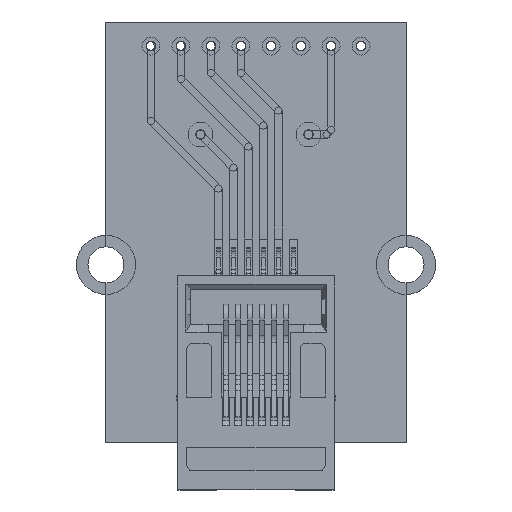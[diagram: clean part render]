
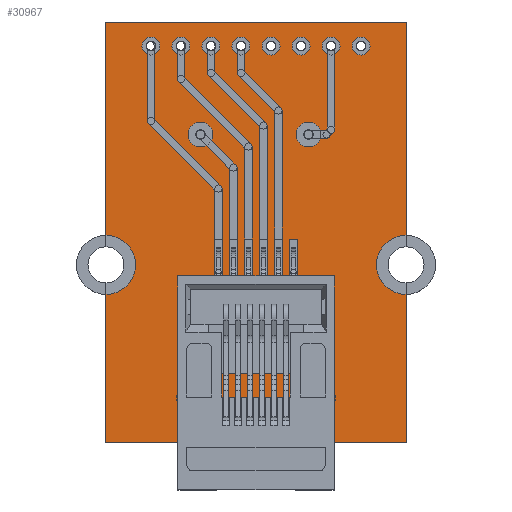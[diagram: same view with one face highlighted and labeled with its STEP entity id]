
A CAD part, top view. The second image highlights one B-rep face of the part: STEP entity #30967.
In plain terms, the highlighted planar face has unit normal (0, 0, 1).
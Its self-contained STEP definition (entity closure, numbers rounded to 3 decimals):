
#30689 = VERTEX_POINT('',#30690);
#30690 = CARTESIAN_POINT('',(12.7,-17.78,1.6));
#30696 = EDGE_CURVE('',#30689,#30697,#30699,.T.);
#30697 = VERTEX_POINT('',#30698);
#30698 = CARTESIAN_POINT('',(-12.7,-17.78,1.6));
#30699 = LINE('',#30700,#30701);
#30700 = CARTESIAN_POINT('',(12.7,-17.78,1.6));
#30701 = VECTOR('',#30702,1.);
#30702 = DIRECTION('',(-1.,0.,0.));
#30735 = VERTEX_POINT('',#30736);
#30736 = CARTESIAN_POINT('',(12.7,-4.305,1.6));
#30742 = EDGE_CURVE('',#30735,#30689,#30743,.T.);
#30743 = LINE('',#30744,#30745);
#30744 = CARTESIAN_POINT('',(12.7,17.78,1.6));
#30745 = VECTOR('',#30746,1.);
#30746 = DIRECTION('',(0.,-1.,0.));
#30766 = EDGE_CURVE('',#30697,#30767,#30769,.T.);
#30767 = VERTEX_POINT('',#30768);
#30768 = CARTESIAN_POINT('',(-12.7,-4.305,1.6));
#30769 = LINE('',#30770,#30771);
#30770 = CARTESIAN_POINT('',(-12.7,-17.78,1.6));
#30771 = VECTOR('',#30772,1.);
#30772 = DIRECTION('',(0.,1.,0.));
#30967 = ADVANCED_FACE('',(#30968,#31013,#31024,#31035,#31046,#31057,
    #31068,#31079,#31090,#31101,#31112,#31123,#31134),#31145,.T.);
#30968 = FACE_BOUND('',#30969,.T.);
#30969 = EDGE_LOOP('',(#30970,#30971,#30972,#30981,#30989,#30997,#31005,
    #31012));
#30970 = ORIENTED_EDGE('',*,*,#30696,.F.);
#30971 = ORIENTED_EDGE('',*,*,#30742,.F.);
#30972 = ORIENTED_EDGE('',*,*,#30973,.T.);
#30973 = EDGE_CURVE('',#30735,#30974,#30976,.T.);
#30974 = VERTEX_POINT('',#30975);
#30975 = CARTESIAN_POINT('',(12.7,-1.255,1.6));
#30976 = CIRCLE('',#30977,1.525);
#30977 = AXIS2_PLACEMENT_3D('',#30978,#30979,#30980);
#30978 = CARTESIAN_POINT('',(12.7,-2.78,1.6));
#30979 = DIRECTION('',(-0.,0.,-1.));
#30980 = DIRECTION('',(-0.,-1.,0.));
#30981 = ORIENTED_EDGE('',*,*,#30982,.F.);
#30982 = EDGE_CURVE('',#30983,#30974,#30985,.T.);
#30983 = VERTEX_POINT('',#30984);
#30984 = CARTESIAN_POINT('',(12.7,17.78,1.6));
#30985 = LINE('',#30986,#30987);
#30986 = CARTESIAN_POINT('',(12.7,17.78,1.6));
#30987 = VECTOR('',#30988,1.);
#30988 = DIRECTION('',(0.,-1.,0.));
#30989 = ORIENTED_EDGE('',*,*,#30990,.F.);
#30990 = EDGE_CURVE('',#30991,#30983,#30993,.T.);
#30991 = VERTEX_POINT('',#30992);
#30992 = CARTESIAN_POINT('',(-12.7,17.78,1.6));
#30993 = LINE('',#30994,#30995);
#30994 = CARTESIAN_POINT('',(-12.7,17.78,1.6));
#30995 = VECTOR('',#30996,1.);
#30996 = DIRECTION('',(1.,0.,0.));
#30997 = ORIENTED_EDGE('',*,*,#30998,.F.);
#30998 = EDGE_CURVE('',#30999,#30991,#31001,.T.);
#30999 = VERTEX_POINT('',#31000);
#31000 = CARTESIAN_POINT('',(-12.7,-1.255,1.6));
#31001 = LINE('',#31002,#31003);
#31002 = CARTESIAN_POINT('',(-12.7,-17.78,1.6));
#31003 = VECTOR('',#31004,1.);
#31004 = DIRECTION('',(0.,1.,0.));
#31005 = ORIENTED_EDGE('',*,*,#31006,.T.);
#31006 = EDGE_CURVE('',#30999,#30767,#31007,.T.);
#31007 = CIRCLE('',#31008,1.525);
#31008 = AXIS2_PLACEMENT_3D('',#31009,#31010,#31011);
#31009 = CARTESIAN_POINT('',(-12.7,-2.78,1.6));
#31010 = DIRECTION('',(-0.,0.,-1.));
#31011 = DIRECTION('',(-0.,-1.,0.));
#31012 = ORIENTED_EDGE('',*,*,#30766,.F.);
#31013 = FACE_BOUND('',#31014,.T.);
#31014 = EDGE_LOOP('',(#31015));
#31015 = ORIENTED_EDGE('',*,*,#31016,.T.);
#31016 = EDGE_CURVE('',#31017,#31017,#31019,.T.);
#31017 = VERTEX_POINT('',#31018);
#31018 = CARTESIAN_POINT('',(-5.08,-15.675,1.6));
#31019 = CIRCLE('',#31020,1.625);
#31020 = AXIS2_PLACEMENT_3D('',#31021,#31022,#31023);
#31021 = CARTESIAN_POINT('',(-5.08,-14.05,1.6));
#31022 = DIRECTION('',(-0.,0.,-1.));
#31023 = DIRECTION('',(-0.,-1.,0.));
#31024 = FACE_BOUND('',#31025,.T.);
#31025 = EDGE_LOOP('',(#31026));
#31026 = ORIENTED_EDGE('',*,*,#31027,.T.);
#31027 = EDGE_CURVE('',#31028,#31028,#31030,.T.);
#31028 = VERTEX_POINT('',#31029);
#31029 = CARTESIAN_POINT('',(5.08,-15.675,1.6));
#31030 = CIRCLE('',#31031,1.625);
#31031 = AXIS2_PLACEMENT_3D('',#31032,#31033,#31034);
#31032 = CARTESIAN_POINT('',(5.08,-14.05,1.6));
#31033 = DIRECTION('',(-0.,0.,-1.));
#31034 = DIRECTION('',(-0.,-1.,0.));
#31035 = FACE_BOUND('',#31036,.T.);
#31036 = EDGE_LOOP('',(#31037));
#31037 = ORIENTED_EDGE('',*,*,#31038,.T.);
#31038 = EDGE_CURVE('',#31039,#31039,#31041,.T.);
#31039 = VERTEX_POINT('',#31040);
#31040 = CARTESIAN_POINT('',(-4.699,7.855,1.6));
#31041 = CIRCLE('',#31042,0.4);
#31042 = AXIS2_PLACEMENT_3D('',#31043,#31044,#31045);
#31043 = CARTESIAN_POINT('',(-4.699,8.255,1.6));
#31044 = DIRECTION('',(-0.,0.,-1.));
#31045 = DIRECTION('',(-0.,-1.,0.));
#31046 = FACE_BOUND('',#31047,.T.);
#31047 = EDGE_LOOP('',(#31048));
#31048 = ORIENTED_EDGE('',*,*,#31049,.T.);
#31049 = EDGE_CURVE('',#31050,#31050,#31052,.T.);
#31050 = VERTEX_POINT('',#31051);
#31051 = CARTESIAN_POINT('',(-8.89,15.348,1.6));
#31052 = CIRCLE('',#31053,0.4);
#31053 = AXIS2_PLACEMENT_3D('',#31054,#31055,#31056);
#31054 = CARTESIAN_POINT('',(-8.89,15.748,1.6));
#31055 = DIRECTION('',(-0.,0.,-1.));
#31056 = DIRECTION('',(-0.,-1.,0.));
#31057 = FACE_BOUND('',#31058,.T.);
#31058 = EDGE_LOOP('',(#31059));
#31059 = ORIENTED_EDGE('',*,*,#31060,.T.);
#31060 = EDGE_CURVE('',#31061,#31061,#31063,.T.);
#31061 = VERTEX_POINT('',#31062);
#31062 = CARTESIAN_POINT('',(-6.35,15.348,1.6));
#31063 = CIRCLE('',#31064,0.4);
#31064 = AXIS2_PLACEMENT_3D('',#31065,#31066,#31067);
#31065 = CARTESIAN_POINT('',(-6.35,15.748,1.6));
#31066 = DIRECTION('',(-0.,0.,-1.));
#31067 = DIRECTION('',(-0.,-1.,0.));
#31068 = FACE_BOUND('',#31069,.T.);
#31069 = EDGE_LOOP('',(#31070));
#31070 = ORIENTED_EDGE('',*,*,#31071,.T.);
#31071 = EDGE_CURVE('',#31072,#31072,#31074,.T.);
#31072 = VERTEX_POINT('',#31073);
#31073 = CARTESIAN_POINT('',(-3.81,15.348,1.6));
#31074 = CIRCLE('',#31075,0.4);
#31075 = AXIS2_PLACEMENT_3D('',#31076,#31077,#31078);
#31076 = CARTESIAN_POINT('',(-3.81,15.748,1.6));
#31077 = DIRECTION('',(-0.,0.,-1.));
#31078 = DIRECTION('',(-0.,-1.,0.));
#31079 = FACE_BOUND('',#31080,.T.);
#31080 = EDGE_LOOP('',(#31081));
#31081 = ORIENTED_EDGE('',*,*,#31082,.T.);
#31082 = EDGE_CURVE('',#31083,#31083,#31085,.T.);
#31083 = VERTEX_POINT('',#31084);
#31084 = CARTESIAN_POINT('',(-1.27,15.348,1.6));
#31085 = CIRCLE('',#31086,0.4);
#31086 = AXIS2_PLACEMENT_3D('',#31087,#31088,#31089);
#31087 = CARTESIAN_POINT('',(-1.27,15.748,1.6));
#31088 = DIRECTION('',(-0.,0.,-1.));
#31089 = DIRECTION('',(-0.,-1.,0.));
#31090 = FACE_BOUND('',#31091,.T.);
#31091 = EDGE_LOOP('',(#31092));
#31092 = ORIENTED_EDGE('',*,*,#31093,.T.);
#31093 = EDGE_CURVE('',#31094,#31094,#31096,.T.);
#31094 = VERTEX_POINT('',#31095);
#31095 = CARTESIAN_POINT('',(4.445,7.855,1.6));
#31096 = CIRCLE('',#31097,0.4);
#31097 = AXIS2_PLACEMENT_3D('',#31098,#31099,#31100);
#31098 = CARTESIAN_POINT('',(4.445,8.255,1.6));
#31099 = DIRECTION('',(-0.,0.,-1.));
#31100 = DIRECTION('',(-0.,-1.,0.));
#31101 = FACE_BOUND('',#31102,.T.);
#31102 = EDGE_LOOP('',(#31103));
#31103 = ORIENTED_EDGE('',*,*,#31104,.T.);
#31104 = EDGE_CURVE('',#31105,#31105,#31107,.T.);
#31105 = VERTEX_POINT('',#31106);
#31106 = CARTESIAN_POINT('',(1.27,15.348,1.6));
#31107 = CIRCLE('',#31108,0.4);
#31108 = AXIS2_PLACEMENT_3D('',#31109,#31110,#31111);
#31109 = CARTESIAN_POINT('',(1.27,15.748,1.6));
#31110 = DIRECTION('',(-0.,0.,-1.));
#31111 = DIRECTION('',(-0.,-1.,0.));
#31112 = FACE_BOUND('',#31113,.T.);
#31113 = EDGE_LOOP('',(#31114));
#31114 = ORIENTED_EDGE('',*,*,#31115,.T.);
#31115 = EDGE_CURVE('',#31116,#31116,#31118,.T.);
#31116 = VERTEX_POINT('',#31117);
#31117 = CARTESIAN_POINT('',(3.81,15.348,1.6));
#31118 = CIRCLE('',#31119,0.4);
#31119 = AXIS2_PLACEMENT_3D('',#31120,#31121,#31122);
#31120 = CARTESIAN_POINT('',(3.81,15.748,1.6));
#31121 = DIRECTION('',(-0.,0.,-1.));
#31122 = DIRECTION('',(-0.,-1.,0.));
#31123 = FACE_BOUND('',#31124,.T.);
#31124 = EDGE_LOOP('',(#31125));
#31125 = ORIENTED_EDGE('',*,*,#31126,.T.);
#31126 = EDGE_CURVE('',#31127,#31127,#31129,.T.);
#31127 = VERTEX_POINT('',#31128);
#31128 = CARTESIAN_POINT('',(6.35,15.348,1.6));
#31129 = CIRCLE('',#31130,0.4);
#31130 = AXIS2_PLACEMENT_3D('',#31131,#31132,#31133);
#31131 = CARTESIAN_POINT('',(6.35,15.748,1.6));
#31132 = DIRECTION('',(-0.,0.,-1.));
#31133 = DIRECTION('',(-0.,-1.,0.));
#31134 = FACE_BOUND('',#31135,.T.);
#31135 = EDGE_LOOP('',(#31136));
#31136 = ORIENTED_EDGE('',*,*,#31137,.T.);
#31137 = EDGE_CURVE('',#31138,#31138,#31140,.T.);
#31138 = VERTEX_POINT('',#31139);
#31139 = CARTESIAN_POINT('',(8.89,15.348,1.6));
#31140 = CIRCLE('',#31141,0.4);
#31141 = AXIS2_PLACEMENT_3D('',#31142,#31143,#31144);
#31142 = CARTESIAN_POINT('',(8.89,15.748,1.6));
#31143 = DIRECTION('',(-0.,0.,-1.));
#31144 = DIRECTION('',(-0.,-1.,0.));
#31145 = PLANE('',#31146);
#31146 = AXIS2_PLACEMENT_3D('',#31147,#31148,#31149);
#31147 = CARTESIAN_POINT('',(0.,0.,1.6));
#31148 = DIRECTION('',(0.,0.,1.));
#31149 = DIRECTION('',(1.,0.,-0.));
